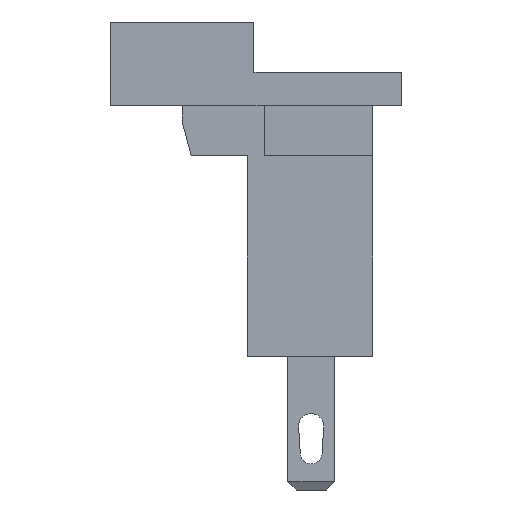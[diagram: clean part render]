
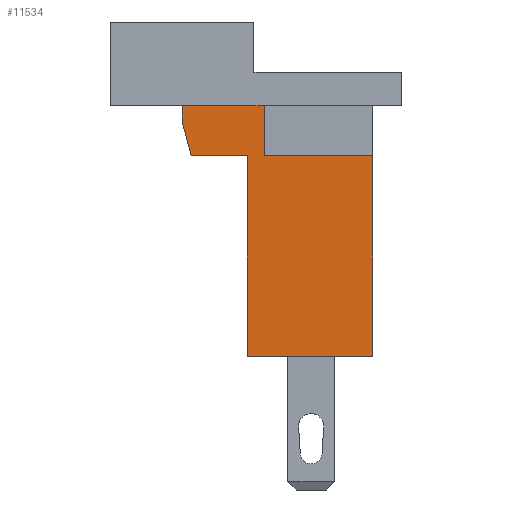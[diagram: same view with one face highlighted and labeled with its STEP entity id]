
A CAD part, left-side view. The second image highlights one B-rep face of the part: STEP entity #11534.
In plain terms, the highlighted planar face has unit normal (-1, 0, 0).
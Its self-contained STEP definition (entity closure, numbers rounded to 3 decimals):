
#11521=AXIS2_PLACEMENT_3D('Plane Axis2P3D',#11518,#11519,#11520) ;
#211=CARTESIAN_POINT('Vertex',(9.02,13.11,23.)) ;
#214=CARTESIAN_POINT('Line Origine',(9.02,10.661,23.)) ;
#218=CARTESIAN_POINT('Vertex',(9.02,8.212,23.)) ;
#325=CARTESIAN_POINT('Vertex',(9.02,13.11,22.)) ;
#328=CARTESIAN_POINT('Line Origine',(9.02,13.11,22.5)) ;
#378=CARTESIAN_POINT('Line Origine',(9.02,12.842,21.)) ;
#382=CARTESIAN_POINT('Vertex',(9.02,12.574,20.)) ;
#453=CARTESIAN_POINT('Vertex',(9.02,9.211,20.)) ;
#456=CARTESIAN_POINT('Line Origine',(9.02,10.892,20.)) ;
#591=CARTESIAN_POINT('Vertex',(9.02,9.211,8.)) ;
#598=CARTESIAN_POINT('Vertex',(9.02,1.727,8.)) ;
#601=CARTESIAN_POINT('Line Origine',(9.02,5.469,8.)) ;
#1110=CARTESIAN_POINT('Line Origine',(9.02,9.211,14.)) ;
#4388=CARTESIAN_POINT('Vertex',(9.02,1.727,20.)) ;
#4391=CARTESIAN_POINT('Line Origine',(9.02,1.727,14.)) ;
#10423=CARTESIAN_POINT('Line Origine',(9.02,8.212,21.5)) ;
#10427=CARTESIAN_POINT('Vertex',(9.02,8.212,20.)) ;
#10588=CARTESIAN_POINT('Line Origine',(9.02,4.97,20.)) ;
#11518=CARTESIAN_POINT('Axis2P3D Location',(9.02,13.11,23.)) ;
#215=DIRECTION('Vector Direction',(0.,-1.,0.)) ;
#329=DIRECTION('Vector Direction',(0.,0.,1.)) ;
#379=DIRECTION('Vector Direction',(0.,0.259,0.966)) ;
#457=DIRECTION('Vector Direction',(0.,1.,0.)) ;
#602=DIRECTION('Vector Direction',(0.,-1.,0.)) ;
#1111=DIRECTION('Vector Direction',(0.,0.,1.)) ;
#4392=DIRECTION('Vector Direction',(0.,0.,-1.)) ;
#10424=DIRECTION('Vector Direction',(0.,0.,1.)) ;
#10589=DIRECTION('Vector Direction',(0.,1.,0.)) ;
#11519=DIRECTION('Axis2P3D Direction',(1.,0.,0.)) ;
#11520=DIRECTION('Axis2P3D XDirection',(0.,-1.,0.)) ;
#216=VECTOR('Line Direction',#215,1.) ;
#330=VECTOR('Line Direction',#329,1.) ;
#380=VECTOR('Line Direction',#379,1.) ;
#458=VECTOR('Line Direction',#457,1.) ;
#603=VECTOR('Line Direction',#602,1.) ;
#1112=VECTOR('Line Direction',#1111,1.) ;
#4393=VECTOR('Line Direction',#4392,1.) ;
#10425=VECTOR('Line Direction',#10424,1.) ;
#10590=VECTOR('Line Direction',#10589,1.) ;
#11524=ORIENTED_EDGE('',*,*,#10592,.F.) ;
#11525=ORIENTED_EDGE('',*,*,#10429,.T.) ;
#11526=ORIENTED_EDGE('',*,*,#220,.F.) ;
#11527=ORIENTED_EDGE('',*,*,#332,.F.) ;
#11528=ORIENTED_EDGE('',*,*,#384,.F.) ;
#11529=ORIENTED_EDGE('',*,*,#460,.F.) ;
#11530=ORIENTED_EDGE('',*,*,#1114,.F.) ;
#11531=ORIENTED_EDGE('',*,*,#605,.T.) ;
#11532=ORIENTED_EDGE('',*,*,#4395,.F.) ;
#11534=ADVANCED_FACE('model',(#11533),#11522,.F.) ;
#220=EDGE_CURVE('',#212,#219,#217,.T.) ;
#332=EDGE_CURVE('',#326,#212,#331,.T.) ;
#384=EDGE_CURVE('',#383,#326,#381,.T.) ;
#460=EDGE_CURVE('',#454,#383,#459,.T.) ;
#605=EDGE_CURVE('',#592,#599,#604,.T.) ;
#1114=EDGE_CURVE('',#592,#454,#1113,.T.) ;
#4395=EDGE_CURVE('',#4389,#599,#4394,.T.) ;
#10429=EDGE_CURVE('',#10428,#219,#10426,.T.) ;
#10592=EDGE_CURVE('',#10428,#4389,#10591,.F.) ;
#11523=EDGE_LOOP('',(#11524,#11525,#11526,#11527,#11528,#11529,#11530,#11531,#11532)) ;
#11533=FACE_OUTER_BOUND('',#11523,.T.) ;
#217=LINE('Line',#214,#216) ;
#331=LINE('Line',#328,#330) ;
#381=LINE('Line',#378,#380) ;
#459=LINE('Line',#456,#458) ;
#604=LINE('Line',#601,#603) ;
#1113=LINE('Line',#1110,#1112) ;
#4394=LINE('Line',#4391,#4393) ;
#10426=LINE('Line',#10423,#10425) ;
#10591=LINE('Line',#10588,#10590) ;
#11522=PLANE('',#11521) ;
#212=VERTEX_POINT('',#211) ;
#219=VERTEX_POINT('',#218) ;
#326=VERTEX_POINT('',#325) ;
#383=VERTEX_POINT('',#382) ;
#454=VERTEX_POINT('',#453) ;
#592=VERTEX_POINT('',#591) ;
#599=VERTEX_POINT('',#598) ;
#4389=VERTEX_POINT('',#4388) ;
#10428=VERTEX_POINT('',#10427) ;
